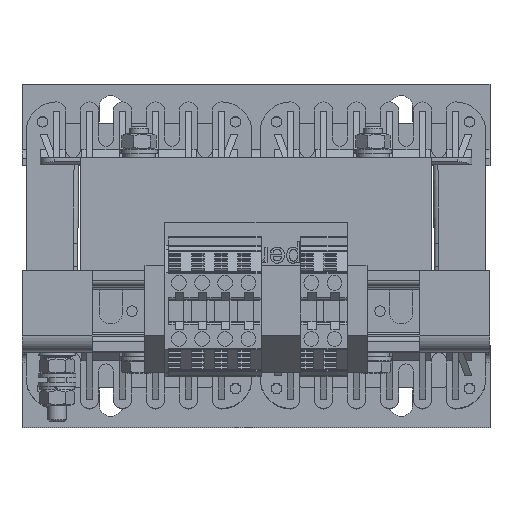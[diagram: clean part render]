
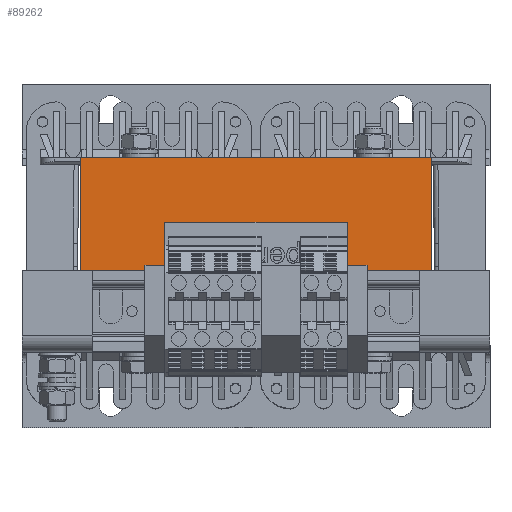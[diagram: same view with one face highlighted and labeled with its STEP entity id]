
A CAD part, top view. The second image highlights one B-rep face of the part: STEP entity #89262.
In plain terms, the highlighted planar face has unit normal (0, 0, 1).
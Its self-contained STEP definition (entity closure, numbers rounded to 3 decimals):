
#503=FACE_BOUND('',#10798,.T.);
#2221=PLANE('',#93936);
#6128=FACE_OUTER_BOUND('',#10797,.T.);
#10797=EDGE_LOOP('',(#59702,#59703,#59704,#59705));
#10798=EDGE_LOOP('',(#59706,#59707,#59708,#59709));
#17505=LINE('',#123334,#27105);
#17508=LINE('',#123340,#27108);
#17511=LINE('',#123346,#27111);
#17514=LINE('',#123350,#27114);
#17782=LINE('',#125363,#27382);
#17783=LINE('',#125365,#27383);
#17784=LINE('',#125367,#27384);
#17785=LINE('',#125368,#27385);
#27105=VECTOR('',#100519,10.);
#27108=VECTOR('',#100524,10.);
#27111=VECTOR('',#100529,10.);
#27114=VECTOR('',#100534,10.);
#27382=VECTOR('',#101044,10.);
#27383=VECTOR('',#101045,10.);
#27384=VECTOR('',#101046,10.);
#27385=VECTOR('',#101047,10.);
#36748=VERTEX_POINT('',#123331);
#36749=VERTEX_POINT('',#123333);
#36751=VERTEX_POINT('',#123339);
#36753=VERTEX_POINT('',#123345);
#37050=VERTEX_POINT('',#125361);
#37051=VERTEX_POINT('',#125362);
#37052=VERTEX_POINT('',#125364);
#37053=VERTEX_POINT('',#125366);
#45486=EDGE_CURVE('',#36748,#36749,#17505,.T.);
#45489=EDGE_CURVE('',#36749,#36751,#17508,.T.);
#45492=EDGE_CURVE('',#36751,#36753,#17511,.T.);
#45495=EDGE_CURVE('',#36753,#36748,#17514,.T.);
#45939=EDGE_CURVE('',#37050,#37051,#17782,.T.);
#45940=EDGE_CURVE('',#37051,#37052,#17783,.T.);
#45941=EDGE_CURVE('',#37052,#37053,#17784,.T.);
#45942=EDGE_CURVE('',#37050,#37053,#17785,.T.);
#59702=ORIENTED_EDGE('',*,*,#45939,.T.);
#59703=ORIENTED_EDGE('',*,*,#45940,.T.);
#59704=ORIENTED_EDGE('',*,*,#45941,.T.);
#59705=ORIENTED_EDGE('',*,*,#45942,.F.);
#59706=ORIENTED_EDGE('',*,*,#45495,.F.);
#59707=ORIENTED_EDGE('',*,*,#45492,.F.);
#59708=ORIENTED_EDGE('',*,*,#45489,.F.);
#59709=ORIENTED_EDGE('',*,*,#45486,.F.);
#89262=ADVANCED_FACE('',(#6128,#503),#2221,.T.);
#93936=AXIS2_PLACEMENT_3D('',#125360,#101042,#101043);
#100519=DIRECTION('',(-1.,0.,0.));
#100524=DIRECTION('',(0.,-1.,0.));
#100529=DIRECTION('',(1.,0.,0.));
#100534=DIRECTION('',(0.,1.,0.));
#101042=DIRECTION('center_axis',(0.,0.,
1.));
#101043=DIRECTION('ref_axis',(0.,-1.,0.));
#101044=DIRECTION('',(0.,1.,0.));
#101045=DIRECTION('',(-1.,0.,0.));
#101046=DIRECTION('',(0.,-1.,0.));
#101047=DIRECTION('',(-1.,0.,0.));
#123331=CARTESIAN_POINT('',(39.,14.,125.));
#123333=CARTESIAN_POINT('',(-39.,14.,125.));
#123334=CARTESIAN_POINT('',(39.,14.,125.));
#123339=CARTESIAN_POINT('',(-39.,-14.,125.));
#123340=CARTESIAN_POINT('',(-39.,14.,125.));
#123345=CARTESIAN_POINT('',(39.,-14.,125.));
#123346=CARTESIAN_POINT('',(-39.,-14.,125.));
#123350=CARTESIAN_POINT('',(39.,-14.,125.));
#125360=CARTESIAN_POINT('Origin',(-75.,40.,125.));
#125361=CARTESIAN_POINT('',(75.,-38.5,125.));
#125362=CARTESIAN_POINT('',(75.,41.5,125.));
#125363=CARTESIAN_POINT('',(75.,40.,125.));
#125364=CARTESIAN_POINT('',(-75.,41.5,125.));
#125365=CARTESIAN_POINT('',(-75.,41.5,125.));
#125366=CARTESIAN_POINT('',(-75.,-38.5,125.));
#125367=CARTESIAN_POINT('',(-75.,40.,125.));
#125368=CARTESIAN_POINT('',(-37.5,-38.5,125.));
